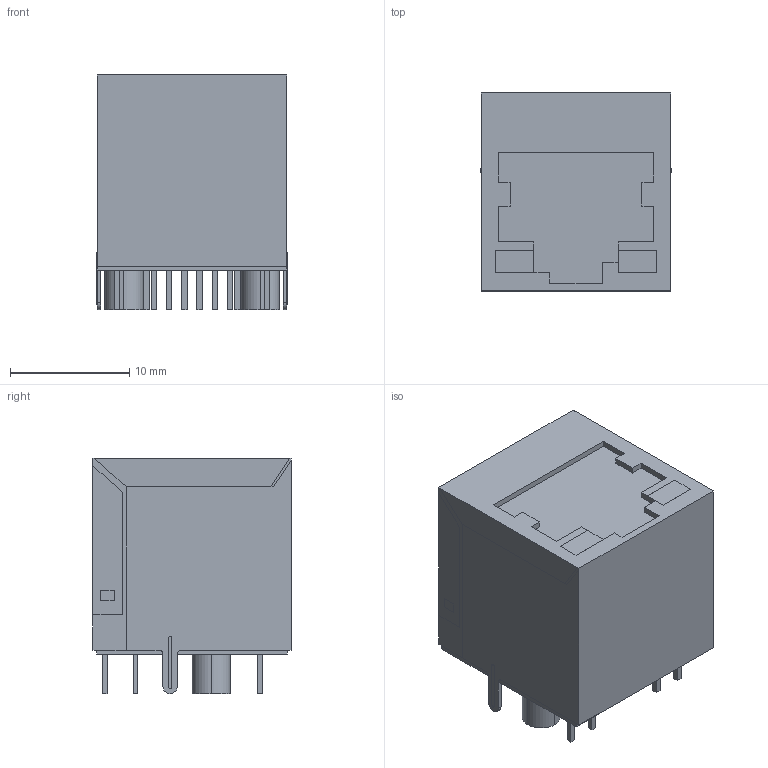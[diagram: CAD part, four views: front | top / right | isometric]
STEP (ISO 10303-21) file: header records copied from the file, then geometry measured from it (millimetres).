
FILE_DESCRIPTION (( 'STEP AP214' ), '1' );
FILE_NAME ('ARJC07-111071A.STEP', '2015-04-27T06:24:14', ( 'sathurthi' ), ( '' ), 'SwSTEP 2.0', 'SolidWorks 2012', '' );
FILE_SCHEMA (( 'AUTOMOTIVE_DESIGN' ));
Length unit declared in the file: millimetre
Products named in the file (1): ARJC07-111071A
Bounding box: 16 x 16.6 x 19.7 mm (x, y, z)
Volume: 4330.4 mm3; surface area: 1771.7 mm2
Topology: 1 solids, 1 shells, 266 faces, 690 edges, 463 vertices
Faces by surface type: plane 221, bspline 28, cylinder 17
Entity records: 11753 total; most frequent: CARTESIAN_POINT 3560, ORIENTED_EDGE 1380, DIRECTION 1150, EDGE_CURVE 690, VECTOR 596, LINE 596, VERTEX_POINT 463, EDGE_LOOP 303
